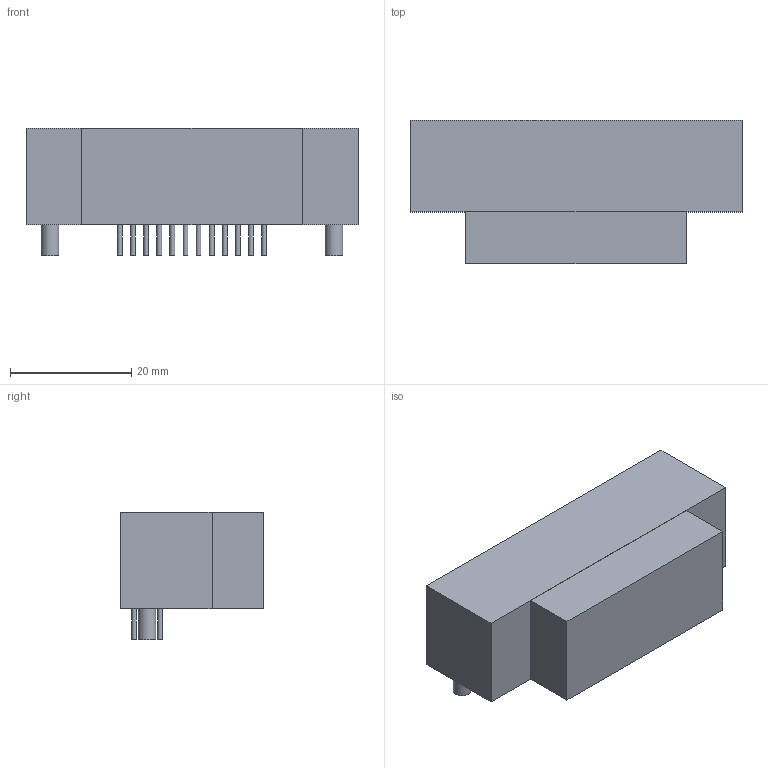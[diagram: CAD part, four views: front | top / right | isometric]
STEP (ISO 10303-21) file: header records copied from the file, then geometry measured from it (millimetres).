
FILE_DESCRIPTION(('FreeCAD Model'),'2;1');
FILE_NAME('319594.2.2.stp','2020-09-08T12:20:04',( 'Author'),(''),'Open CASCADE STEP processor 6.9','FreeCAD','Unknown' );
FILE_SCHEMA(('AUTOMOTIVE_DESIGN { 1 0 10303 214 1 1 1 1 }'));
Length unit declared in the file: millimetre
Products named in the file (3): ASSEMBLY; Body; Leads
Assembly tree (27 placements, depth 2):
  ASSEMBLY
    Body
    Leads  x26
Bounding box: 54.7 x 23.6 x 20.95 mm (x, y, z)
Volume: 21332.6 mm3; surface area: 17630.4 mm2
Topology: 678 solids, 678 shells, 2040 faces, 2052 edges, 1368 vertices
Faces by surface type: plane 1364, cylinder 676
Full cylindrical faces by diameter (mm): 0.8 x624, 2.9 x52
Entity records: 3512 total; most frequent: DIRECTION 594, CARTESIAN_POINT 492, ORIENTED_EDGE 204, PCURVE 204, DEFINITIONAL_REPRESENTATION 204, LINE 202, VECTOR 202, AXIS2_PLACEMENT_3D 170
